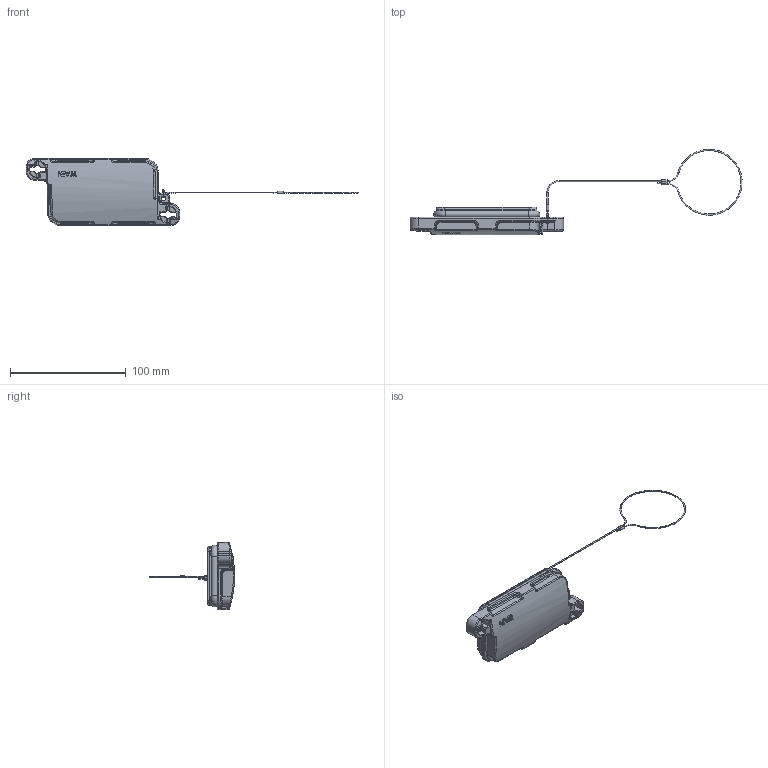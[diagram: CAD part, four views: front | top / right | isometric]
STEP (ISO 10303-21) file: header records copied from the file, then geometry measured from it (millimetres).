
FILE_DESCRIPTION((''),'2;1');
FILE_NAME('HP6B_H-MCV-2T_1_ASM_ASM','2017-08-24T',('lj.zou'),(''),'PRO/ENGINEER BY PARAMETRIC TECHNOLOGY CORPORATION, 2012480','PRO/ENGINEER BY PARAMETRIC TECHNOLOGY CORPORATION, 2012480','');
FILE_SCHEMA(('CONFIG_CONTROL_DESIGN'));
Length unit declared in the file: millimetre
Products named in the file (1): HP6B_H-MCV-2T_1_ASM_ASM
Bounding box: 287.39 x 73.69 x 58 mm (x, y, z)
Volume: 41259.4 mm3; surface area: 25640.1 mm2
Topology: 1 solids, 1 shells, 482 faces, 1209 edges, 730 vertices
Faces by surface type: cylinder 166, plane 127, bspline 89, torus 74, sphere 16, cone 10
Entity records: 18647 total; most frequent: CARTESIAN_POINT 7814, ORIENTED_EDGE 2402, DIRECTION 2089, EDGE_CURVE 1201, AXIS2_PLACEMENT_3D 829, VERTEX_POINT 730, EDGE_LOOP 501, FACE_OUTER_BOUND 482
